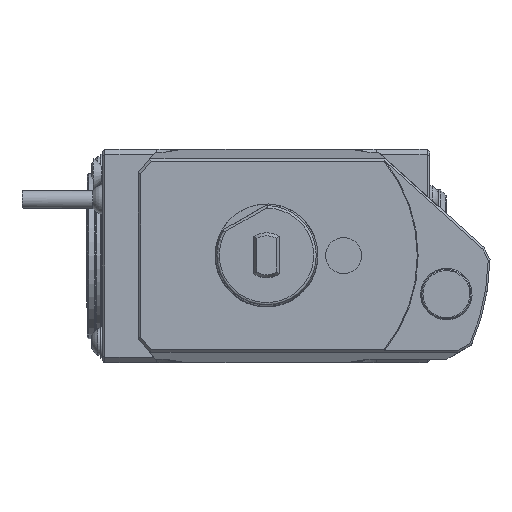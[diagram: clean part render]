
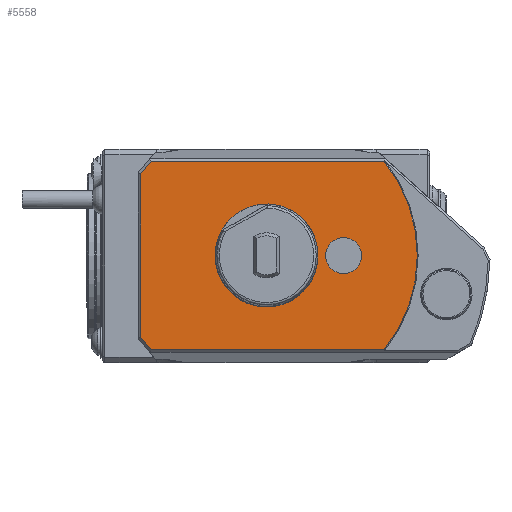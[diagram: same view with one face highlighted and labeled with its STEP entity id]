
A CAD part, top view. The second image highlights one B-rep face of the part: STEP entity #5558.
In plain terms, the highlighted planar face has unit normal (0, 0, 1).
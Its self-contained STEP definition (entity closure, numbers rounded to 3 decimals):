
#269=LINE('',#9358,#636);
#271=LINE('',#9362,#638);
#272=LINE('',#9364,#639);
#273=LINE('',#9365,#640);
#274=LINE('',#9367,#641);
#636=VECTOR('',#7254,1000.);
#638=VECTOR('',#7258,1000.);
#639=VECTOR('',#7259,1000.);
#640=VECTOR('',#7260,1000.);
#641=VECTOR('',#7261,1000.);
#1892=ORIENTED_EDGE('',*,*,#3048,.F.);
#1893=ORIENTED_EDGE('',*,*,#3074,.F.);
#1894=ORIENTED_EDGE('',*,*,#3075,.T.);
#1895=ORIENTED_EDGE('',*,*,#3072,.T.);
#1896=ORIENTED_EDGE('',*,*,#3076,.T.);
#1897=ORIENTED_EDGE('',*,*,#3077,.T.);
#1898=ORIENTED_EDGE('',*,*,#3034,.F.);
#1899=ORIENTED_EDGE('',*,*,#3033,.T.);
#3033=EDGE_CURVE('',#3703,#3703,#4078,.F.);
#3034=EDGE_CURVE('',#3704,#3704,#4079,.F.);
#3048=EDGE_CURVE('',#3715,#3717,#4082,.T.);
#3072=EDGE_CURVE('',#3734,#3733,#269,.T.);
#3074=EDGE_CURVE('',#3735,#3715,#271,.T.);
#3075=EDGE_CURVE('',#3735,#3734,#272,.F.);
#3076=EDGE_CURVE('',#3733,#3736,#273,.F.);
#3077=EDGE_CURVE('',#3736,#3717,#274,.T.);
#3703=VERTEX_POINT('',#9257);
#3704=VERTEX_POINT('',#9260);
#3715=VERTEX_POINT('',#9299);
#3717=VERTEX_POINT('',#9302);
#3733=VERTEX_POINT('',#9357);
#3734=VERTEX_POINT('',#9359);
#3735=VERTEX_POINT('',#9363);
#3736=VERTEX_POINT('',#9366);
#4078=CIRCLE('',#6056,19.734);
#4079=CIRCLE('',#6058,7.);
#4082=CIRCLE('',#6067,58.7);
#4462=EDGE_LOOP('',(#1892,#1893,#1894,#1895,#1896,#1897));
#4463=EDGE_LOOP('',(#1898));
#4464=EDGE_LOOP('',(#1899));
#4939=FACE_BOUND('',#4462,.T.);
#4940=FACE_BOUND('',#4463,.T.);
#4941=FACE_BOUND('',#4464,.T.);
#5270=PLANE('',#6081);
#5558=ADVANCED_FACE('',(#4939,#4940,#4941),#5270,.F.);
#6056=AXIS2_PLACEMENT_3D('',#9256,#7182,#7183);
#6058=AXIS2_PLACEMENT_3D('',#9259,#7186,#7187);
#6067=AXIS2_PLACEMENT_3D('',#9301,#7212,#7213);
#6081=AXIS2_PLACEMENT_3D('',#9361,#7256,#7257);
#7182=DIRECTION('',(0.,0.,1.));
#7183=DIRECTION('',(-1.,0.,0.));
#7186=DIRECTION('',(0.,0.,-1.));
#7187=DIRECTION('',(-1.,0.,0.));
#7212=DIRECTION('',(0.,0.,-1.));
#7213=DIRECTION('',(1.,0.,0.));
#7254=DIRECTION('',(0.,-1.,0.));
#7256=DIRECTION('',(0.,0.,-1.));
#7257=DIRECTION('',(1.,0.,0.));
#7258=DIRECTION('',(1.,0.,0.));
#7259=DIRECTION('',(0.643,0.766,0.));
#7260=DIRECTION('',(-0.643,0.766,0.));
#7261=DIRECTION('',(1.,0.,0.));
#9256=CARTESIAN_POINT('',(0.,0.,0.));
#9257=CARTESIAN_POINT('',(-19.734,0.,0.));
#9259=CARTESIAN_POINT('',(30.,0.,0.));
#9260=CARTESIAN_POINT('',(23.,0.,0.));
#9299=CARTESIAN_POINT('',(45.813,36.7,0.));
#9301=CARTESIAN_POINT('',(0.,0.,0.));
#9302=CARTESIAN_POINT('',(45.813,-36.7,0.));
#9357=CARTESIAN_POINT('',(-49.,-31.836,0.));
#9358=CARTESIAN_POINT('',(-49.,0.,0.));
#9359=CARTESIAN_POINT('',(-49.,31.836,0.));
#9361=CARTESIAN_POINT('',(20.,0.,0.));
#9362=CARTESIAN_POINT('',(-218.134,36.7,0.));
#9363=CARTESIAN_POINT('',(-44.919,36.7,0.));
#9364=CARTESIAN_POINT('',(-61.326,17.147,0.));
#9365=CARTESIAN_POINT('',(-61.326,-17.147,0.));
#9366=CARTESIAN_POINT('',(-44.919,-36.7,0.));
#9367=CARTESIAN_POINT('',(-218.134,-36.7,0.));
